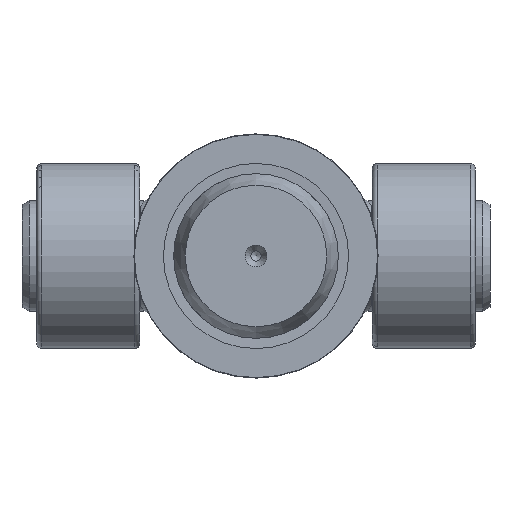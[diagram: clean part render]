
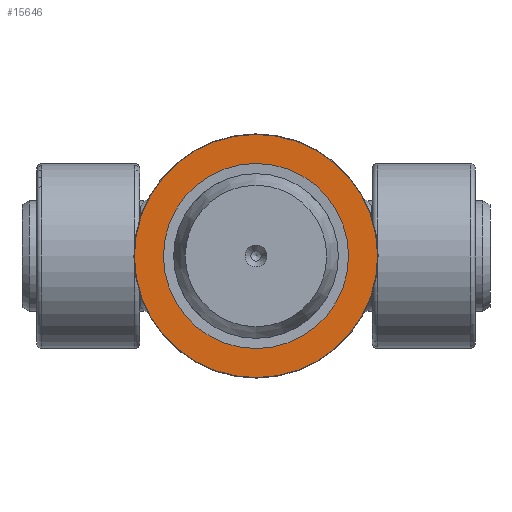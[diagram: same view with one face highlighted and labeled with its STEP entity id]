
A CAD part, front view. The second image highlights one B-rep face of the part: STEP entity #15646.
In plain terms, the highlighted face is planar.
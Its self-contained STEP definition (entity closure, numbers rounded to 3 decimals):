
#3925=PLANE('',#16745);
#4348=FACE_BOUND('',#5762,.T.);
#4812=FACE_OUTER_BOUND('',#5761,.T.);
#5761=EDGE_LOOP('',(#12592));
#5762=EDGE_LOOP('',(#12593));
#6515=CIRCLE('',#16743,47.3);
#6516=CIRCLE('',#16746,36.);
#7275=VERTEX_POINT('',#27169);
#7276=VERTEX_POINT('',#27173);
#9192=EDGE_CURVE('',#7275,#7275,#6515,.T.);
#9193=EDGE_CURVE('',#7276,#7276,#6516,.T.);
#12592=ORIENTED_EDGE('',*,*,#9192,.F.);
#12593=ORIENTED_EDGE('',*,*,#9193,.T.);
#15646=ADVANCED_FACE('',(#4812,#4348),#3925,.F.);
#16743=AXIS2_PLACEMENT_3D('',#27170,#18628,#18629);
#16745=AXIS2_PLACEMENT_3D('',#27172,#18632,#18633);
#16746=AXIS2_PLACEMENT_3D('',#27174,#18634,#18635);
#18628=DIRECTION('center_axis',(0.,0.,1.));
#18629=DIRECTION('ref_axis',(-1.,0.,0.));
#18632=DIRECTION('center_axis',(0.,0.,1.));
#18633=DIRECTION('ref_axis',(1.,0.,0.));
#18634=DIRECTION('center_axis',(0.,0.,1.));
#18635=DIRECTION('ref_axis',(0.,-1.,0.));
#27169=CARTESIAN_POINT('',(47.3,0.,0.));
#27170=CARTESIAN_POINT('Origin',(0.,0.,0.));
#27172=CARTESIAN_POINT('Origin',(0.,0.,0.));
#27173=CARTESIAN_POINT('',(0.,-36.,0.));
#27174=CARTESIAN_POINT('Origin',(0.,0.,0.));
